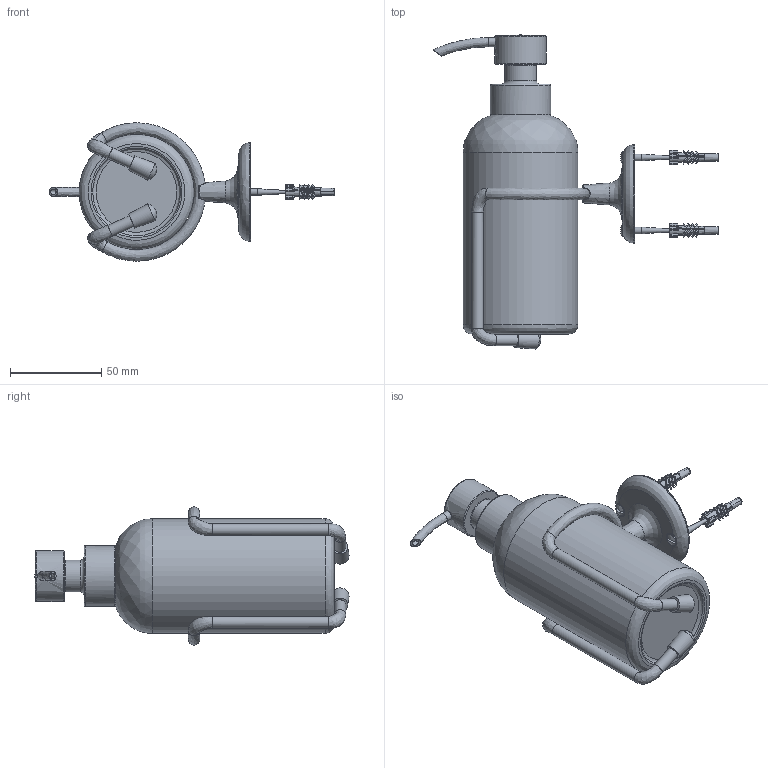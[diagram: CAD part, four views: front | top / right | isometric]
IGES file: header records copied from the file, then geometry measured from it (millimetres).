
Global section: file name: N47; native system: Autodesk Inventor 2018; preprocessor: unknown; author: aduggalther; date: 20171115.082248; units: millimetre
Bounding box: 156.73 x 172.18 x 75.77 mm (x, y, z)
Volume: 137015 mm3; surface area: 82776.2 mm2
Topology: 10 solids, 10 shells, 547 faces, 1624 edges, 1095 vertices
Faces by surface type: bspline 547
